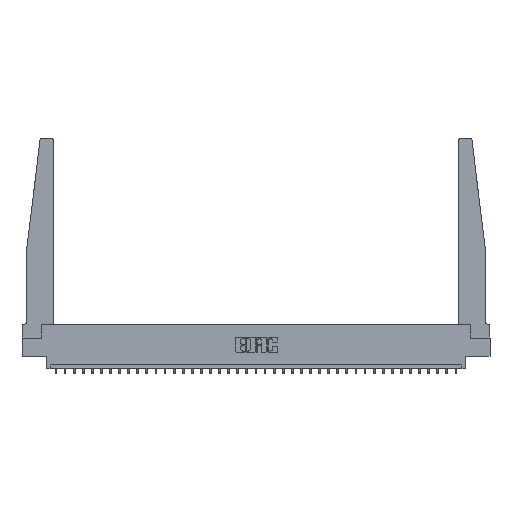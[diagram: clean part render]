
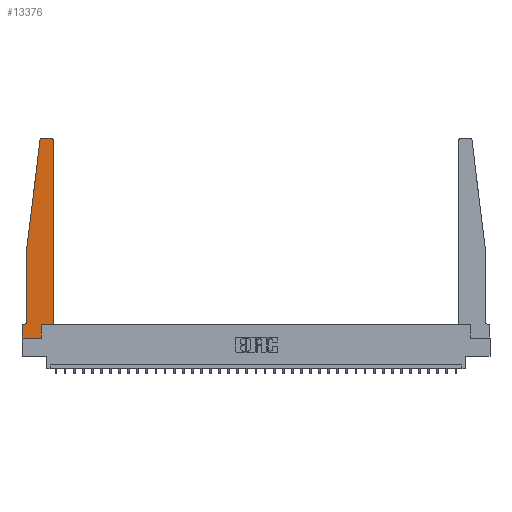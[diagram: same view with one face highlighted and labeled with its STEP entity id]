
A CAD part, top view. The second image highlights one B-rep face of the part: STEP entity #13376.
In plain terms, the highlighted planar face has unit normal (0, 0, 1).
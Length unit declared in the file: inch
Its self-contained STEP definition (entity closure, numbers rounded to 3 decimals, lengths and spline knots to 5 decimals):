
#325 = DIRECTION ( 'NONE',  ( 1., 0., 0. ) ) ;
#427 = VECTOR ( 'NONE', #4172, 39.37008 ) ;
#476 = VERTEX_POINT ( 'NONE', #23015 ) ;
#619 = CARTESIAN_POINT ( 'NONE',  ( 0.015, 0.2375, 0.37 ) ) ;
#1102 = DIRECTION ( 'NONE',  ( 0., 0., 1. ) ) ;
#1337 = CARTESIAN_POINT ( 'NONE',  ( 0., 0., 0.37 ) ) ;
#1584 = CARTESIAN_POINT ( 'NONE',  ( 0.425, 0.18, 0.37 ) ) ;
#1616 = ORIENTED_EDGE ( 'NONE', *, *, #14394, .T. ) ;
#1926 = VERTEX_POINT ( 'NONE', #6498 ) ;
#2138 = VERTEX_POINT ( 'NONE', #31405 ) ;
#2774 = VECTOR ( 'NONE', #21745, 39.37008 ) ;
#2968 = DIRECTION ( 'NONE',  ( 1., 0., 0. ) ) ;
#3117 = LINE ( 'NONE', #21588, #2774 ) ;
#3143 = ORIENTED_EDGE ( 'NONE', *, *, #11140, .T. ) ;
#3154 = CARTESIAN_POINT ( 'NONE',  ( 0.27653, 2.72, 0.37 ) ) ;
#4172 = DIRECTION ( 'NONE',  ( 0., -1., 0. ) ) ;
#4572 = ORIENTED_EDGE ( 'NONE', *, *, #10564, .T. ) ;
#4673 = EDGE_CURVE ( 'NONE', #14382, #1926, #32262, .T. ) ;
#4884 = EDGE_CURVE ( 'NONE', #9413, #28794, #7599, .T. ) ;
#5071 = VERTEX_POINT ( 'NONE', #22044 ) ;
#5723 = CARTESIAN_POINT ( 'NONE',  ( 0., 0., 0.37 ) ) ;
#5853 = VECTOR ( 'NONE', #12046, 39.37008 ) ;
#5970 = PLANE ( 'NONE',  #30853 ) ;
#6412 = EDGE_CURVE ( 'NONE', #2138, #476, #11711, .T. ) ;
#6498 = CARTESIAN_POINT ( 'NONE',  ( 0.065, 1.25, 0.37 ) ) ;
#6569 = LINE ( 'NONE', #19713, #7925 ) ;
#7065 = CARTESIAN_POINT ( 'NONE',  ( 0.425, 0.18, 0.37 ) ) ;
#7102 = CARTESIAN_POINT ( 'NONE',  ( 0.065, 1.25, 0.37 ) ) ;
#7595 = CARTESIAN_POINT ( 'NONE',  ( 0.2605, 0.18, 0.37 ) ) ;
#7599 = LINE ( 'NONE', #27934, #10859 ) ;
#7925 = VECTOR ( 'NONE', #29897, 39.37008 ) ;
#8183 = ORIENTED_EDGE ( 'NONE', *, *, #4673, .T. ) ;
#9413 = VERTEX_POINT ( 'NONE', #21252 ) ;
#9579 = DIRECTION ( 'NONE',  ( -0.122, -0.992, 0. ) ) ;
#10136 = ORIENTED_EDGE ( 'NONE', *, *, #16698, .T. ) ;
#10186 = EDGE_CURVE ( 'NONE', #28794, #30083, #14015, .T. ) ;
#10462 = DIRECTION ( 'NONE',  ( 0., 0., 1. ) ) ;
#10564 = EDGE_CURVE ( 'NONE', #476, #5071, #23883, .T. ) ;
#10605 = ORIENTED_EDGE ( 'NONE', *, *, #16218, .T. ) ;
#10859 = VECTOR ( 'NONE', #13086, 39.37008 ) ;
#11106 = CARTESIAN_POINT ( 'NONE',  ( 0.395, 2.72, 0.37 ) ) ;
#11140 = EDGE_CURVE ( 'NONE', #1926, #13522, #6569, .T. ) ;
#11142 = CARTESIAN_POINT ( 'NONE',  ( 0.27653, 2.75, 0.37 ) ) ;
#11230 = CARTESIAN_POINT ( 'NONE',  ( 0.25, 2.75, 0.37 ) ) ;
#11296 = ORIENTED_EDGE ( 'NONE', *, *, #23255, .T. ) ;
#11414 = VECTOR ( 'NONE', #19418, 39.37008 ) ;
#11711 = LINE ( 'NONE', #7065, #5853 ) ;
#12046 = DIRECTION ( 'NONE',  ( 0., 1., 0. ) ) ;
#12775 = VERTEX_POINT ( 'NONE', #19032 ) ;
#13081 = CARTESIAN_POINT ( 'NONE',  ( 0.2605, 0.18, 0.37 ) ) ;
#13086 = DIRECTION ( 'NONE',  ( -1., 0., 0. ) ) ;
#13376 = ADVANCED_FACE ( 'NONE', ( #30953 ), #5970, .T. ) ;
#13522 = VERTEX_POINT ( 'NONE', #31768 ) ;
#14015 = LINE ( 'NONE', #1337, #427 ) ;
#14199 = DIRECTION ( 'NONE',  ( -1., 0., 0. ) ) ;
#14274 = VERTEX_POINT ( 'NONE', #11142 ) ;
#14382 = VERTEX_POINT ( 'NONE', #16301 ) ;
#14394 = EDGE_CURVE ( 'NONE', #14274, #14382, #20749, .T. ) ;
#15007 = VECTOR ( 'NONE', #14199, 39.37008 ) ;
#15618 = DIRECTION ( 'NONE',  ( -1., 0., 0. ) ) ;
#16119 = ORIENTED_EDGE ( 'NONE', *, *, #24668, .T. ) ;
#16218 = EDGE_CURVE ( 'NONE', #30083, #12775, #3117, .T. ) ;
#16301 = CARTESIAN_POINT ( 'NONE',  ( 0.24675, 2.72367, 0.37 ) ) ;
#16698 = EDGE_CURVE ( 'NONE', #5071, #14274, #32217, .T. ) ;
#17954 = ORIENTED_EDGE ( 'NONE', *, *, #10186, .T. ) ;
#19032 = CARTESIAN_POINT ( 'NONE',  ( 0.2605, 0., 0.37 ) ) ;
#19387 = EDGE_LOOP ( 'NONE', ( #10136, #1616, #8183, #3143, #31981, #19650, #17954, #10605, #11296, #16119, #29490, #4572 ) ) ;
#19418 = DIRECTION ( 'NONE',  ( 1., 0., 0. ) ) ;
#19620 = AXIS2_PLACEMENT_3D ( 'NONE', #619, #28471, #15618 ) ;
#19650 = ORIENTED_EDGE ( 'NONE', *, *, #4884, .T. ) ;
#19713 = CARTESIAN_POINT ( 'NONE',  ( 0.065, 1.25, 0.37 ) ) ;
#20149 = CIRCLE ( 'NONE', #19620, 0.05 ) ;
#20407 = DIRECTION ( 'NONE',  ( 0., 1., 0. ) ) ;
#20749 = CIRCLE ( 'NONE', #28232, 0.03 ) ;
#21252 = CARTESIAN_POINT ( 'NONE',  ( 0.015, 0.1875, 0.37 ) ) ;
#21588 = CARTESIAN_POINT ( 'NONE',  ( 0., 0., 0.37 ) ) ;
#21745 = DIRECTION ( 'NONE',  ( 1., 0., 0. ) ) ;
#22044 = CARTESIAN_POINT ( 'NONE',  ( 0.395, 2.75, 0.37 ) ) ;
#23015 = CARTESIAN_POINT ( 'NONE',  ( 0.425, 2.72, 0.37 ) ) ;
#23150 = DIRECTION ( 'NONE',  ( 0., 0., 1. ) ) ;
#23255 = EDGE_CURVE ( 'NONE', #12775, #28483, #30419, .T. ) ;
#23883 = CIRCLE ( 'NONE', #28137, 0.03 ) ;
#24415 = LINE ( 'NONE', #1584, #11414 ) ;
#24668 = EDGE_CURVE ( 'NONE', #28483, #2138, #24415, .T. ) ;
#25044 = CARTESIAN_POINT ( 'NONE',  ( 0., 0.1875, 0.37 ) ) ;
#25840 = DIRECTION ( 'NONE',  ( 1., 0., 0. ) ) ;
#27934 = CARTESIAN_POINT ( 'NONE',  ( 0.065, 0.1875, 0.37 ) ) ;
#28137 = AXIS2_PLACEMENT_3D ( 'NONE', #11106, #1102, #25840 ) ;
#28152 = CARTESIAN_POINT ( 'NONE',  ( 0., 0.1875, 0.37 ) ) ;
#28232 = AXIS2_PLACEMENT_3D ( 'NONE', #3154, #23150, #325 ) ;
#28471 = DIRECTION ( 'NONE',  ( 0., 0., -1. ) ) ;
#28483 = VERTEX_POINT ( 'NONE', #7595 ) ;
#28794 = VERTEX_POINT ( 'NONE', #25044 ) ;
#29249 = EDGE_CURVE ( 'NONE', #13522, #9413, #20149, .T. ) ;
#29473 = VECTOR ( 'NONE', #9579, 39.37008 ) ;
#29490 = ORIENTED_EDGE ( 'NONE', *, *, #6412, .T. ) ;
#29897 = DIRECTION ( 'NONE',  ( 0., -1., 0. ) ) ;
#30083 = VERTEX_POINT ( 'NONE', #5723 ) ;
#30419 = LINE ( 'NONE', #13081, #32722 ) ;
#30853 = AXIS2_PLACEMENT_3D ( 'NONE', #28152, #10462, #2968 ) ;
#30953 = FACE_OUTER_BOUND ( 'NONE', #19387, .T. ) ;
#31405 = CARTESIAN_POINT ( 'NONE',  ( 0.425, 0.18, 0.37 ) ) ;
#31768 = CARTESIAN_POINT ( 'NONE',  ( 0.065, 0.2375, 0.37 ) ) ;
#31981 = ORIENTED_EDGE ( 'NONE', *, *, #29249, .T. ) ;
#32217 = LINE ( 'NONE', #11230, #15007 ) ;
#32262 = LINE ( 'NONE', #7102, #29473 ) ;
#32722 = VECTOR ( 'NONE', #20407, 39.37008 ) ;
